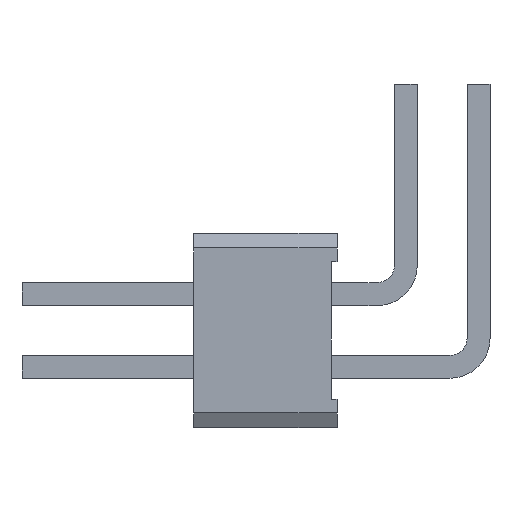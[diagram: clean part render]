
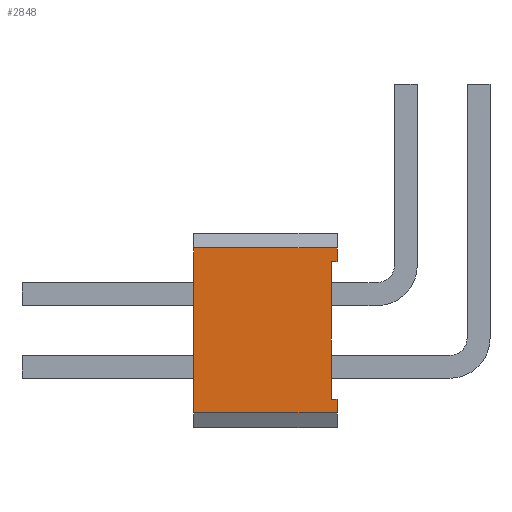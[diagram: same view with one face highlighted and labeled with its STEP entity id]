
A CAD part, left-side view. The second image highlights one B-rep face of the part: STEP entity #2848.
In plain terms, the highlighted planar face has unit normal (-1, 0, 0).
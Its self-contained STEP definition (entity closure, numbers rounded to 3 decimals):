
#5=DIRECTION('',(0.,0.,1.));
#6=VECTOR('',#5,0.24);
#7=CARTESIAN_POINT('',(-0.635,0.,1.2));
#8=LINE('3792',#7,#6);
#145=DIRECTION('',(0.,1.,0.));
#146=VECTOR('',#145,2.5);
#147=CARTESIAN_POINT('',(-0.635,0.,1.44));
#148=LINE('3764',#147,#146);
#149=DIRECTION('',(0.,1.,0.));
#150=VECTOR('',#149,0.1);
#151=CARTESIAN_POINT('',(-0.635,0.,1.2));
#152=LINE('3788',#151,#150);
#153=DIRECTION('',(0.,0.,-1.));
#154=VECTOR('',#153,2.4);
#155=CARTESIAN_POINT('',(-0.635,0.1,1.2));
#156=LINE('3789',#155,#154);
#157=DIRECTION('',(0.,1.,0.));
#158=VECTOR('',#157,0.1);
#159=CARTESIAN_POINT('',(-0.635,0.,-1.2));
#160=LINE('3790',#159,#158);
#161=DIRECTION('',(0.,1.,0.));
#162=VECTOR('',#161,2.5);
#163=CARTESIAN_POINT('',(-0.635,0.,-1.44));
#164=LINE('3763',#163,#162);
#401=DIRECTION('',(0.,0.,1.));
#402=VECTOR('',#401,0.24);
#403=CARTESIAN_POINT('',(-0.635,0.,-1.44));
#404=LINE('3791',#403,#402);
#489=DIRECTION('',(0.,0.,1.));
#490=VECTOR('',#489,2.88);
#491=CARTESIAN_POINT('',(-0.635,2.5,-1.44));
#492=LINE('3758',#491,#490);
#1914=CARTESIAN_POINT('',(-0.635,0.,-1.44));
#1916=VERTEX_POINT('',#1914);
#1917=CARTESIAN_POINT('',(-0.635,0.,1.44));
#1919=VERTEX_POINT('',#1917);
#1926=CARTESIAN_POINT('',(-0.635,2.5,-1.44));
#1928=VERTEX_POINT('',#1926);
#1929=CARTESIAN_POINT('',(-0.635,2.5,1.44));
#1930=VERTEX_POINT('',#1929);
#1961=CARTESIAN_POINT('',(-0.635,0.,1.2));
#1963=VERTEX_POINT('',#1961);
#1965=CARTESIAN_POINT('',(-0.635,0.,-1.2));
#1967=VERTEX_POINT('',#1965);
#1969=CARTESIAN_POINT('',(-0.635,0.1,1.2));
#1970=VERTEX_POINT('',#1969);
#1971=CARTESIAN_POINT('',(-0.635,0.1,-1.2));
#1972=VERTEX_POINT('',#1971);
#2828=CARTESIAN_POINT('',(-0.635,0.,-1.44));
#2829=DIRECTION('',(-1.,0.,0.));
#2830=DIRECTION('',(0.,0.,1.));
#2831=AXIS2_PLACEMENT_3D('',#2828,#2829,#2830);
#2832=PLANE('3578',#2831);
#2833=ORIENTED_EDGE('3788',*,*,#2591,.T.);
#2835=ORIENTED_EDGE('3789',*,*,#2834,.T.);
#2837=ORIENTED_EDGE('3790',*,*,#2836,.F.);
#2839=ORIENTED_EDGE('3791',*,*,#2838,.F.);
#2841=ORIENTED_EDGE('3763',*,*,#2840,.T.);
#2843=ORIENTED_EDGE('3758',*,*,#2842,.T.);
#2844=ORIENTED_EDGE('3764',*,*,#2820,.F.);
#2845=ORIENTED_EDGE('3792',*,*,#2544,.F.);
#2846=EDGE_LOOP('3578',(#2833,#2835,#2837,#2839,#2841,#2843,#2844,#2845));
#2847=FACE_OUTER_BOUND('3578',#2846,.F.);
#2848=ADVANCED_FACE('3578',(#2847),#2832,.T.);
#2544=EDGE_CURVE('3792',#1963,#1919,#8,.T.);
#2591=EDGE_CURVE('3788',#1963,#1970,#152,.T.);
#2820=EDGE_CURVE('3764',#1919,#1930,#148,.T.);
#2834=EDGE_CURVE('3789',#1970,#1972,#156,.T.);
#2836=EDGE_CURVE('3790',#1967,#1972,#160,.T.);
#2838=EDGE_CURVE('3791',#1916,#1967,#404,.T.);
#2840=EDGE_CURVE('3763',#1916,#1928,#164,.T.);
#2842=EDGE_CURVE('3758',#1928,#1930,#492,.T.);
